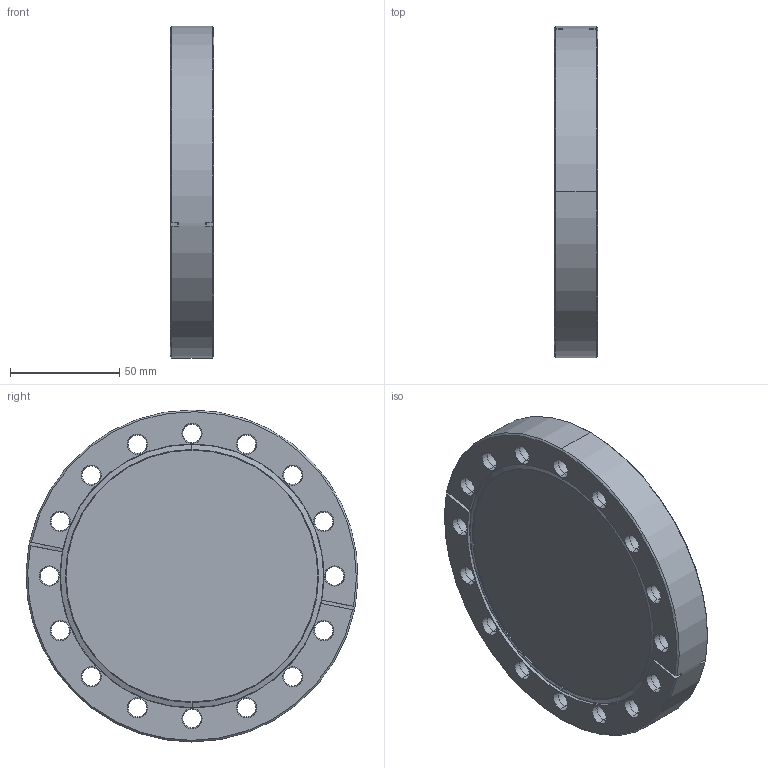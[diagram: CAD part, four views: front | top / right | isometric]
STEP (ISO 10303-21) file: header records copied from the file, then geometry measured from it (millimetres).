
FILE_DESCRIPTION (( 'STEP AP203' ), '1' );
FILE_NAME ('140025_B.STEP', '2024-03-19T01:22:36', ( '' ), ( '' ), 'SwSTEP 2.0', 'SolidWorks 2022', '' );
FILE_SCHEMA (( 'CONFIG_CONTROL_DESIGN' ));
Length unit declared in the file: inch
Products named in the file (1): 140025_B
Bounding box: 19.81 x 151.59 x 151.64 mm (x, y, z)
Volume: 309765.9 mm3; surface area: 53460.2 mm2
Topology: 1 solids, 1 shells, 146 faces, 346 edges, 202 vertices
Faces by surface type: cone 74, cylinder 46, plane 14, torus 12
Entity records: 4355 total; most frequent: DIRECTION 818, CARTESIAN_POINT 743, ORIENTED_EDGE 692, EDGE_CURVE 346, AXIS2_PLACEMENT_3D 341, VERTEX_POINT 202, CIRCLE 194, EDGE_LOOP 178
